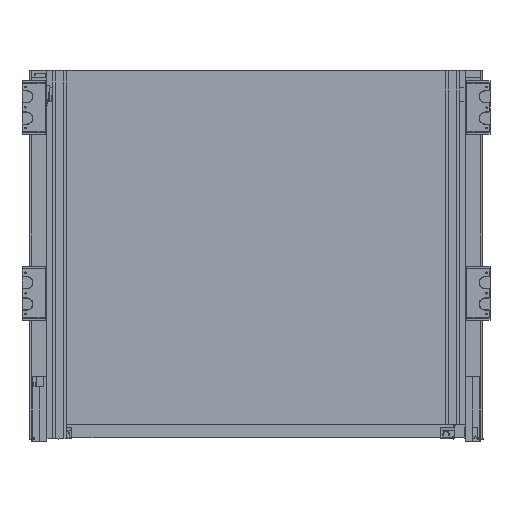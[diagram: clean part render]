
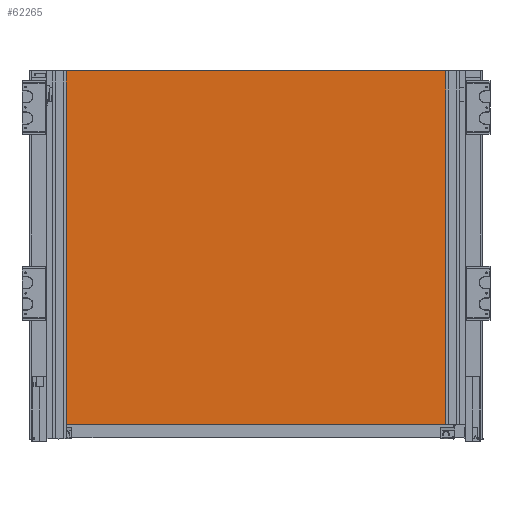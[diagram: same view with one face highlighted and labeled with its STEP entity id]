
A CAD part, front view. The second image highlights one B-rep face of the part: STEP entity #62265.
In plain terms, the highlighted planar face has unit normal (0, -1, 0).
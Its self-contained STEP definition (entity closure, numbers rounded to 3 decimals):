
#3300=FACE_OUTER_BOUND('',#6527,.T.);
#6527=EDGE_LOOP('',(#38808,#38809,#38810,#38811));
#9983=LINE('',#85654,#16954);
#9987=LINE('',#85662,#16958);
#9990=LINE('',#85668,#16961);
#9993=LINE('',#85673,#16964);
#16954=VECTOR('',#69946,1000.);
#16958=VECTOR('',#69952,1000.);
#16961=VECTOR('',#69957,1000.);
#16964=VECTOR('',#69962,1000.);
#23925=VERTEX_POINT('',#85652);
#23926=VERTEX_POINT('',#85653);
#23929=VERTEX_POINT('',#85661);
#23931=VERTEX_POINT('',#85667);
#29801=EDGE_CURVE('',#23925,#23926,#9983,.T.);
#29805=EDGE_CURVE('',#23926,#23929,#9987,.T.);
#29808=EDGE_CURVE('',#23929,#23931,#9990,.T.);
#29811=EDGE_CURVE('',#23931,#23925,#9993,.T.);
#38808=ORIENTED_EDGE('',*,*,#29801,.F.);
#38809=ORIENTED_EDGE('',*,*,#29811,.F.);
#38810=ORIENTED_EDGE('',*,*,#29808,.F.);
#38811=ORIENTED_EDGE('',*,*,#29805,.F.);
#56767=PLANE('',#65578);
#62265=ADVANCED_FACE('',(#3300),#56767,.T.);
#65578=AXIS2_PLACEMENT_3D('',#85676,#69966,#69967);
#69946=DIRECTION('',(0.,0.,-1.));
#69952=DIRECTION('',(-1.,0.,0.));
#69957=DIRECTION('',(0.,0.,1.));
#69962=DIRECTION('',(1.,0.,0.));
#69966=DIRECTION('center_axis',(0.,-1.,0.));
#69967=DIRECTION('ref_axis',(0.,0.,
-1.));
#85652=CARTESIAN_POINT('',(1240.977,1298.439,152.6));
#85653=CARTESIAN_POINT('',(1240.977,1298.439,-273.4));
#85654=CARTESIAN_POINT('',(1240.977,1298.439,152.6));
#85661=CARTESIAN_POINT('',(751.977,1298.439,-273.4));
#85662=CARTESIAN_POINT('',(751.977,1298.439,-273.4));
#85667=CARTESIAN_POINT('',(751.977,1298.439,152.6));
#85668=CARTESIAN_POINT('',(751.977,1298.439,152.6));
#85673=CARTESIAN_POINT('',(751.977,1298.439,152.6));
#85676=CARTESIAN_POINT('Origin',(996.477,1298.439,-60.4));
